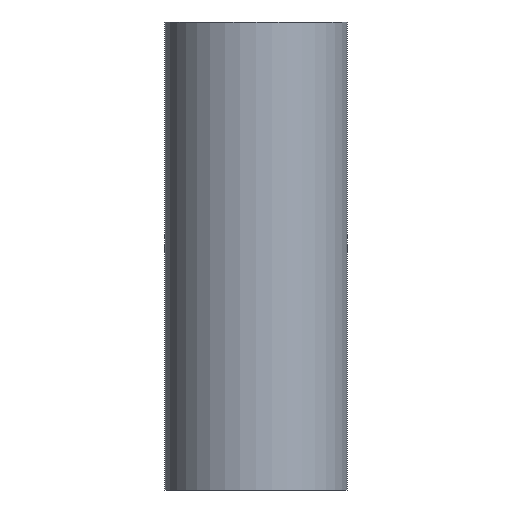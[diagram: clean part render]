
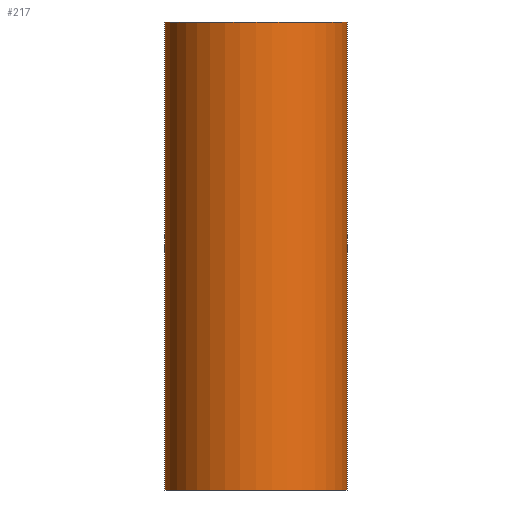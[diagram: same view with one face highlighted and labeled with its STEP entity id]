
A CAD part, front view. The second image highlights one B-rep face of the part: STEP entity #217.
In plain terms, the highlighted cylindrical face has radius 19.5 mm (diameter 39 mm), a full revolution.
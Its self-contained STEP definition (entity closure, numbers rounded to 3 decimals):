
#24=CYLINDRICAL_SURFACE('',#274,19.5);
#57=FACE_OUTER_BOUND('',#80,.T.);
#80=EDGE_LOOP('',(#195,#196,#197,#198));
#88=LINE('',#408,#94);
#94=VECTOR('',#350,19.5);
#109=CIRCLE('',#270,19.5);
#112=CIRCLE('',#275,19.5);
#125=VERTEX_POINT('',#397);
#128=VERTEX_POINT('',#406);
#147=EDGE_CURVE('',#125,#125,#109,.T.);
#151=EDGE_CURVE('',#128,#128,#112,.T.);
#152=EDGE_CURVE('',#128,#125,#88,.T.);
#195=ORIENTED_EDGE('',*,*,#151,.F.);
#196=ORIENTED_EDGE('',*,*,#152,.T.);
#197=ORIENTED_EDGE('',*,*,#147,.F.);
#198=ORIENTED_EDGE('',*,*,#152,.F.);
#217=ADVANCED_FACE('',(#57),#24,.T.);
#270=AXIS2_PLACEMENT_3D('',#398,#337,#338);
#274=AXIS2_PLACEMENT_3D('',#405,#346,#347);
#275=AXIS2_PLACEMENT_3D('',#407,#348,#349);
#337=DIRECTION('center_axis',(0.,0.,-1.));
#338=DIRECTION('ref_axis',(1.,0.,0.));
#346=DIRECTION('center_axis',(0.,0.,1.));
#347=DIRECTION('ref_axis',(1.,0.,0.));
#348=DIRECTION('center_axis',(0.,0.,1.));
#349=DIRECTION('ref_axis',(1.,0.,0.));
#350=DIRECTION('',(0.,0.,-1.));
#397=CARTESIAN_POINT('',(-19.5,0.,-50.));
#398=CARTESIAN_POINT('Origin',(0.,0.,-50.));
#405=CARTESIAN_POINT('Origin',(0.,0.,0.));
#406=CARTESIAN_POINT('',(-19.5,0.,50.));
#407=CARTESIAN_POINT('Origin',(0.,0.,50.));
#408=CARTESIAN_POINT('',(-19.5,0.,0.));
